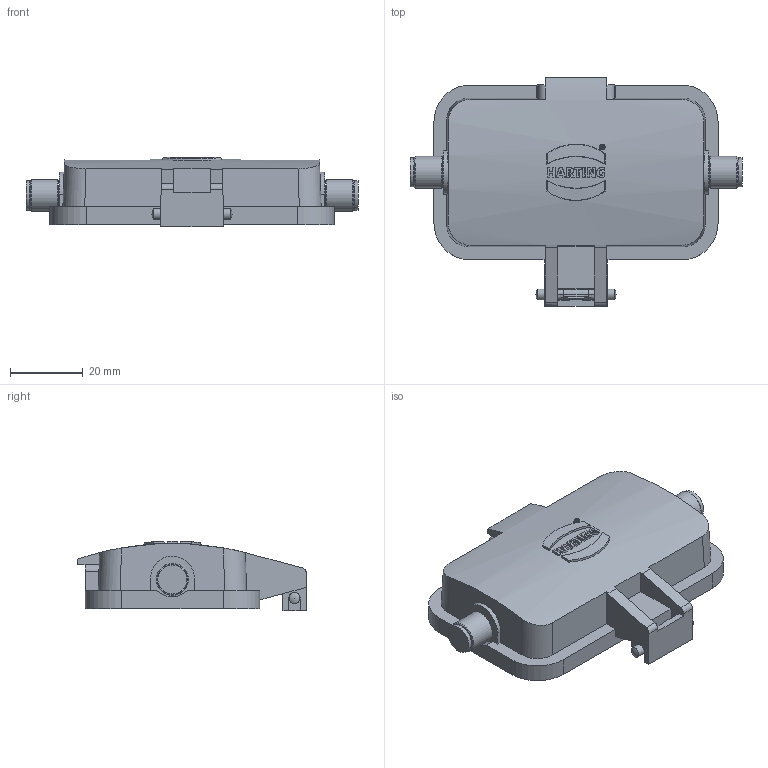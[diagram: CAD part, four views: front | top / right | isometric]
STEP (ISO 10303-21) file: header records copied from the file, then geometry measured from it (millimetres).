
FILE_DESCRIPTION(/* description */ (''),/* implementation_level */ '2;1');
FILE_NAME(/* name */ '100698568ugm000_b.stp',/* time_stamp */ '2019-10-29T08:42:20+01:00',/* author */ (''),/* organization */ (''),/* preprocessor_version */ 'ST-DEVELOPER v16.7',/* originating_system */ 'SIEMENS PLM Software NX 12.0',/* authorisation */ '');
FILE_SCHEMA (('AUTOMOTIVE_DESIGN { 1 0 10303 214 3 1 1 1 }'));
Length unit declared in the file: millimetre
Products named in the file (1): 100698568ugm000_b
Bounding box: 91.15 x 62.75 x 19.1 mm (x, y, z)
Volume: 18740.6 mm3; surface area: 16329.9 mm2
Topology: 1 solids, 1 shells, 293 faces, 774 edges, 507 vertices
Faces by surface type: plane 108, bspline 80, cylinder 57, cone 22, extrusion 16, torus 8, sphere 2
Full cylindrical faces by diameter (mm): 2.05 x2, 3 x2, 4 x2, 4.97 x2, 8 x2, 8.8 x2
Entity records: 12597 total; most frequent: CARTESIAN_POINT 5071, ORIENTED_EDGE 1472, DIRECTION 976, EDGE_CURVE 736, VERTEX_POINT 489, EDGE_LOOP 349, AXIS2_PLACEMENT_3D 327, VECTOR 322
